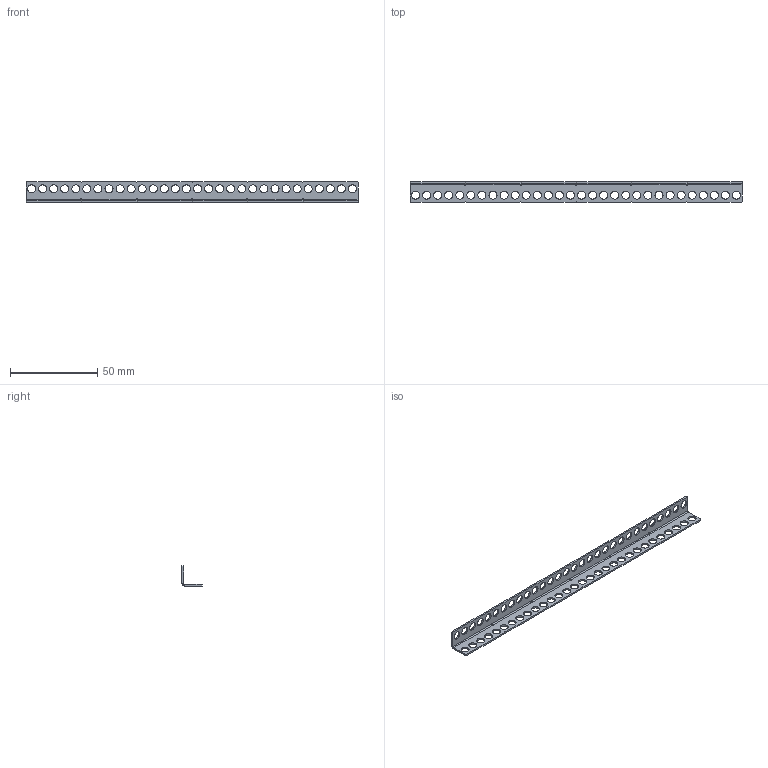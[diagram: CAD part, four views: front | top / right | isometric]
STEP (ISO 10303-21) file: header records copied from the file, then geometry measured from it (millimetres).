
FILE_DESCRIPTION(/* description */ (''),/* implementation_level */ '2;1');
FILE_NAME(/* name */ 'Quarter-Inch Pitch Angle, 1x1x30 holes.ipt.step',/* time_stamp */ '2020-04-16T23:17:34-04:00',/* author */ ('Jordan'),/* organization */ (''),/* preprocessor_version */ 'ST-DEVELOPER v17',/* originating_system */ 'Autodesk Inventor 2019',/* authorisation */ '');
FILE_SCHEMA (('AUTOMOTIVE_DESIGN { 1 0 10303 214 3 1 1 }'));
Length unit declared in the file: inch
Products named in the file (1): VM-ANGLE-11-30 RevA
Bounding box: 190.5 x 11.48 x 11.48 mm (x, y, z)
Volume: 2827.7 mm3; surface area: 7397.2 mm2
Topology: 1 solids, 1 shells, 158 faces, 570 edges, 404 vertices
Faces by surface type: cylinder 82, plane 56, bspline 20
Full cylindrical faces by diameter (mm): 4.623 x60
Entity records: 6755 total; most frequent: CARTESIAN_POINT 1273, DIRECTION 1172, ORIENTED_EDGE 1140, EDGE_CURVE 570, AXIS2_PLACEMENT_3D 463, VERTEX_POINT 404, CIRCLE 304, EDGE_LOOP 278
